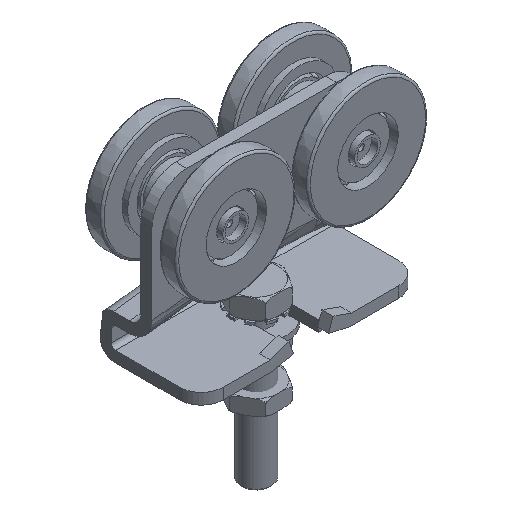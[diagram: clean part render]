
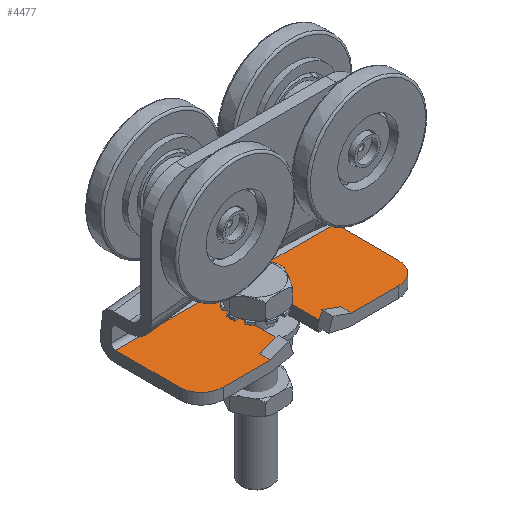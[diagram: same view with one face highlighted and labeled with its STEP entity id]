
A CAD part, isometric view. The second image highlights one B-rep face of the part: STEP entity #4477.
In plain terms, the highlighted face is planar.
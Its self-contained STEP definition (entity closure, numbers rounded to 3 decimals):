
#337=PLANE('',#4952);
#553=FACE_OUTER_BOUND('',#808,.T.);
#808=EDGE_LOOP('',(#3286,#3287,#3288,#3289,#3290,#3291,#3292,#3293,#3294,
#3295,#3296,#3297,#3298,#3299,#3300,#3301));
#1101=LINE('',#6884,#1451);
#1127=LINE('',#7003,#1477);
#1139=LINE('',#7033,#1489);
#1144=LINE('',#7057,#1494);
#1149=LINE('',#7068,#1499);
#1150=LINE('',#7070,#1500);
#1151=LINE('',#7072,#1501);
#1152=LINE('',#7074,#1502);
#1153=LINE('',#7076,#1503);
#1154=LINE('',#7080,#1504);
#1155=LINE('',#7082,#1505);
#1156=LINE('',#7084,#1506);
#1157=LINE('',#7085,#1507);
#1451=VECTOR('',#5466,10.);
#1477=VECTOR('',#5524,10.);
#1489=VECTOR('',#5548,10.);
#1494=VECTOR('',#5557,10.);
#1499=VECTOR('',#5568,10.);
#1500=VECTOR('',#5569,10.);
#1501=VECTOR('',#5570,10.);
#1502=VECTOR('',#5571,10.);
#1503=VECTOR('',#5574,10.);
#1504=VECTOR('',#5577,10.);
#1505=VECTOR('',#5578,10.);
#1506=VECTOR('',#5579,10.);
#1507=VECTOR('',#5580,10.);
#1796=CIRCLE('',#4951,8.25);
#1797=CIRCLE('',#4953,10.);
#1798=CIRCLE('',#4954,10.);
#2009=VERTEX_POINT('',#6881);
#2010=VERTEX_POINT('',#6883);
#2040=VERTEX_POINT('',#7000);
#2041=VERTEX_POINT('',#7002);
#2052=VERTEX_POINT('',#7030);
#2053=VERTEX_POINT('',#7032);
#2057=VERTEX_POINT('',#7055);
#2058=VERTEX_POINT('',#7056);
#2061=VERTEX_POINT('',#7067);
#2062=VERTEX_POINT('',#7069);
#2063=VERTEX_POINT('',#7071);
#2064=VERTEX_POINT('',#7073);
#2065=VERTEX_POINT('',#7077);
#2066=VERTEX_POINT('',#7079);
#2067=VERTEX_POINT('',#7081);
#2068=VERTEX_POINT('',#7083);
#2475=EDGE_CURVE('',#2010,#2009,#1101,.T.);
#2513=EDGE_CURVE('',#2041,#2040,#1127,.T.);
#2529=EDGE_CURVE('',#2053,#2052,#1139,.T.);
#2536=EDGE_CURVE('',#2057,#2058,#1144,.T.);
#2541=EDGE_CURVE('',#2058,#2041,#1796,.T.);
#2542=EDGE_CURVE('',#2040,#2061,#1149,.T.);
#2543=EDGE_CURVE('',#2061,#2062,#1150,.T.);
#2544=EDGE_CURVE('',#2062,#2063,#1151,.T.);
#2545=EDGE_CURVE('',#2064,#2063,#1152,.T.);
#2546=EDGE_CURVE('',#2010,#2064,#1797,.T.);
#2547=EDGE_CURVE('',#2009,#2053,#1153,.T.);
#2548=EDGE_CURVE('',#2065,#2052,#1798,.T.);
#2549=EDGE_CURVE('',#2066,#2065,#1154,.T.);
#2550=EDGE_CURVE('',#2066,#2067,#1155,.T.);
#2551=EDGE_CURVE('',#2067,#2068,#1156,.T.);
#2552=EDGE_CURVE('',#2068,#2057,#1157,.T.);
#3286=ORIENTED_EDGE('',*,*,#2513,.T.);
#3287=ORIENTED_EDGE('',*,*,#2542,.T.);
#3288=ORIENTED_EDGE('',*,*,#2543,.T.);
#3289=ORIENTED_EDGE('',*,*,#2544,.T.);
#3290=ORIENTED_EDGE('',*,*,#2545,.F.);
#3291=ORIENTED_EDGE('',*,*,#2546,.F.);
#3292=ORIENTED_EDGE('',*,*,#2475,.T.);
#3293=ORIENTED_EDGE('',*,*,#2547,.T.);
#3294=ORIENTED_EDGE('',*,*,#2529,.T.);
#3295=ORIENTED_EDGE('',*,*,#2548,.F.);
#3296=ORIENTED_EDGE('',*,*,#2549,.F.);
#3297=ORIENTED_EDGE('',*,*,#2550,.T.);
#3298=ORIENTED_EDGE('',*,*,#2551,.T.);
#3299=ORIENTED_EDGE('',*,*,#2552,.T.);
#3300=ORIENTED_EDGE('',*,*,#2536,.T.);
#3301=ORIENTED_EDGE('',*,*,#2541,.T.);
#4477=ADVANCED_FACE('',(#553),#337,.T.);
#4951=AXIS2_PLACEMENT_3D('',#7065,#5564,#5565);
#4952=AXIS2_PLACEMENT_3D('',#7066,#5566,#5567);
#4953=AXIS2_PLACEMENT_3D('',#7075,#5572,#5573);
#4954=AXIS2_PLACEMENT_3D('',#7078,#5575,#5576);
#5466=DIRECTION('',(-1.,0.,0.));
#5524=DIRECTION('',(1.,0.,0.));
#5548=DIRECTION('',(1.,0.,0.));
#5557=DIRECTION('',(-1.,0.,0.));
#5564=DIRECTION('center_axis',(0.,-1.,0.));
#5565=DIRECTION('ref_axis',(0.,0.,1.));
#5566=DIRECTION('center_axis',(0.,1.,0.));
#5567=DIRECTION('ref_axis',(0.,0.,1.));
#5568=DIRECTION('',(0.,0.,-1.));
#5569=DIRECTION('',(0.,0.,-1.));
#5570=DIRECTION('',(1.,0.,0.));
#5571=DIRECTION('',(0.,0.,1.));
#5572=DIRECTION('center_axis',(0.,-1.,0.));
#5573=DIRECTION('ref_axis',(0.707,0.,-0.707));
#5574=DIRECTION('',(0.,0.,1.));
#5575=DIRECTION('center_axis',(0.,-1.,0.));
#5576=DIRECTION('ref_axis',(0.707,0.,0.707));
#5577=DIRECTION('',(0.,0.,1.));
#5578=DIRECTION('',(-1.,0.,0.));
#5579=DIRECTION('',(0.,0.,-1.));
#5580=DIRECTION('',(0.,0.,-1.));
#6881=CARTESIAN_POINT('',(-39.,5.,0.));
#6883=CARTESIAN_POINT('',(-10.,5.,0.));
#6884=CARTESIAN_POINT('',(0.,5.,0.));
#7000=CARTESIAN_POINT('',(-5.,5.,41.75));
#7002=CARTESIAN_POINT('',(-26.5,5.,41.75));
#7003=CARTESIAN_POINT('',(-32.75,5.,41.75));
#7030=CARTESIAN_POINT('',(-10.,5.,100.));
#7032=CARTESIAN_POINT('',(-39.,5.,100.));
#7033=CARTESIAN_POINT('',(0.,5.,100.));
#7055=CARTESIAN_POINT('',(-5.,5.,58.25));
#7056=CARTESIAN_POINT('',(-26.5,5.,58.25));
#7057=CARTESIAN_POINT('',(-22.,5.,58.25));
#7065=CARTESIAN_POINT('Origin',(-26.5,5.,50.));
#7066=CARTESIAN_POINT('Origin',(-39.,5.,0.));
#7067=CARTESIAN_POINT('',(-5.,5.,41.034));
#7068=CARTESIAN_POINT('',(-5.,5.,12.672));
#7069=CARTESIAN_POINT('',(-5.,5.,31.5));
#7070=CARTESIAN_POINT('',(-5.,5.,10.443));
#7071=CARTESIAN_POINT('',(0.,5.,31.5));
#7072=CARTESIAN_POINT('',(-19.5,5.,31.5));
#7073=CARTESIAN_POINT('',(0.,5.,10.));
#7074=CARTESIAN_POINT('',(0.,5.,0.));
#7075=CARTESIAN_POINT('Origin',(-10.,5.,10.));
#7076=CARTESIAN_POINT('',(-39.,5.,0.));
#7077=CARTESIAN_POINT('',(0.,5.,90.));
#7078=CARTESIAN_POINT('Origin',(-10.,5.,90.));
#7079=CARTESIAN_POINT('',(0.,5.,68.5));
#7080=CARTESIAN_POINT('',(0.,5.,0.));
#7081=CARTESIAN_POINT('',(-5.,5.,68.5));
#7082=CARTESIAN_POINT('',(-19.5,5.,68.5));
#7083=CARTESIAN_POINT('',(-5.,5.,58.966));
#7084=CARTESIAN_POINT('',(-5.,5.,39.557));
#7085=CARTESIAN_POINT('',(-5.,5.,12.672));
